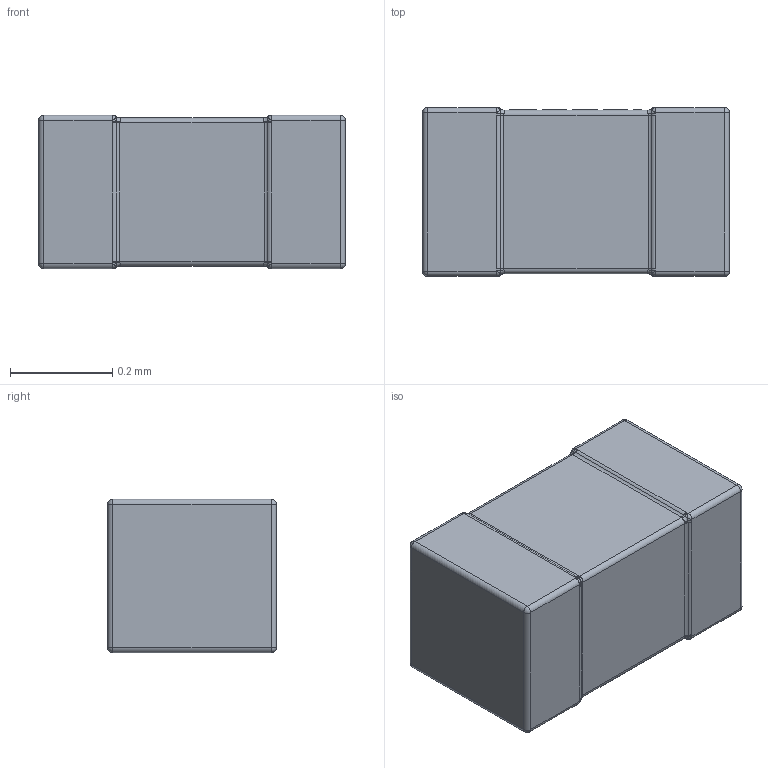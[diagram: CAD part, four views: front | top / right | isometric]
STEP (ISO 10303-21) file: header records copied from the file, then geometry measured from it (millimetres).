
FILE_DESCRIPTION((''),'2;1');
FILE_NAME('CSMD-0201_L0-6_W0-3_H0-33','2020-05-30T',('Dragos'),(''),'PRO/ENGINEER BY PARAMETRIC TECHNOLOGY CORPORATION, 2004440','PRO/ENGINEER BY PARAMETRIC TECHNOLOGY CORPORATION, 2004440','');
FILE_SCHEMA(('AUTOMOTIVE_DESIGN { 1 0 10303 214 1 1 1 1 }'));
Length unit declared in the file: millimetre
Products named in the file (1): CSMD-0201_L0-6_W0-3_H0-33
Bounding box: 0.6 x 0.33 x 0.3 mm (x, y, z)
Volume: 0.1 mm3; surface area: 0.9 mm2
Topology: 1 solids, 1 shells, 292 faces, 753 edges, 470 vertices
Faces by surface type: plane 184, bspline 56, cylinder 36, sphere 16
Entity records: 15315 total; most frequent: CARTESIAN_POINT 4831, ORIENTED_EDGE 1506, DIRECTION 1219, PRESENTATION_STYLE_ASSIGNMENT 877, STYLED_ITEM 758, CURVE_STYLE 754, EDGE_CURVE 753, VECTOR 553
